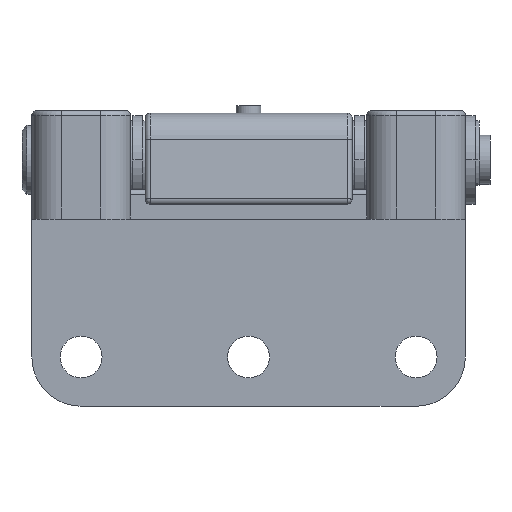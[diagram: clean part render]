
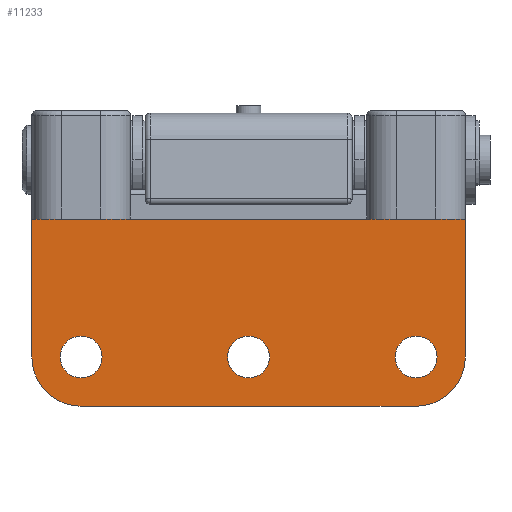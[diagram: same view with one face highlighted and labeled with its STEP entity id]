
A CAD part, left-side view. The second image highlights one B-rep face of the part: STEP entity #11233.
In plain terms, the highlighted face is planar.
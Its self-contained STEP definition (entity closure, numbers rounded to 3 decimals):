
#46 = AXIS2_PLACEMENT_3D ( 'NONE', #6307, #7388, #10262 ) ;
#249 = CARTESIAN_POINT ( 'NONE',  ( 10.5, 43., -12. ) ) ;
#274 = VERTEX_POINT ( 'NONE', #2261 ) ;
#292 = EDGE_CURVE ( 'NONE', #10890, #2283, #7801, .T. ) ;
#350 = EDGE_CURVE ( 'NONE', #6994, #9478, #1056, .T. ) ;
#583 = EDGE_CURVE ( 'NONE', #9478, #6994, #5542, .T. ) ;
#703 = LINE ( 'NONE', #9586, #11542 ) ;
#840 = ORIENTED_EDGE ( 'NONE', *, *, #6866, .T. ) ;
#860 = VERTEX_POINT ( 'NONE', #6558 ) ;
#980 = DIRECTION ( 'NONE',  ( 1., 0., 0. ) ) ;
#1056 = CIRCLE ( 'NONE', #12279, 4.25 ) ;
#1095 = ORIENTED_EDGE ( 'NONE', *, *, #10442, .F. ) ;
#1115 = ORIENTED_EDGE ( 'NONE', *, *, #10036, .T. ) ;
#1155 = DIRECTION ( 'NONE',  ( 0., 0., -1. ) ) ;
#1216 = ORIENTED_EDGE ( 'NONE', *, *, #10046, .T. ) ;
#1383 = CARTESIAN_POINT ( 'NONE',  ( 44.25, 34., -12. ) ) ;
#1484 = CIRCLE ( 'NONE', #8628, 10. ) ;
#1570 = CARTESIAN_POINT ( 'NONE',  ( 35.75, -34., -12. ) ) ;
#1836 = DIRECTION ( 'NONE',  ( 1., 0., 0. ) ) ;
#1913 = ORIENTED_EDGE ( 'NONE', *, *, #4434, .T. ) ;
#2074 = VERTEX_POINT ( 'NONE', #5912 ) ;
#2167 = CIRCLE ( 'NONE', #2378, 1. ) ;
#2261 = CARTESIAN_POINT ( 'NONE',  ( 40., 44., -12. ) ) ;
#2283 = VERTEX_POINT ( 'NONE', #8200 ) ;
#2347 = ORIENTED_EDGE ( 'NONE', *, *, #583, .T. ) ;
#2349 = VECTOR ( 'NONE', #6476, 1000. ) ;
#2378 = AXIS2_PLACEMENT_3D ( 'NONE', #5946, #9736, #980 ) ;
#2415 = CARTESIAN_POINT ( 'NONE',  ( 40., 34., -12. ) ) ;
#2552 = CARTESIAN_POINT ( 'NONE',  ( 10.5, -44., -12. ) ) ;
#2589 = EDGE_LOOP ( 'NONE', ( #3145, #1913, #8624, #840, #1216, #1115, #6783, #7702 ) ) ;
#2598 = CIRCLE ( 'NONE', #6899, 4.25 ) ;
#2622 = DIRECTION ( 'NONE',  ( 0., 0., -1. ) ) ;
#2746 = DIRECTION ( 'NONE',  ( 1., 0., 0. ) ) ;
#2765 = AXIS2_PLACEMENT_3D ( 'NONE', #7474, #2622, #2746 ) ;
#2768 = VERTEX_POINT ( 'NONE', #3275 ) ;
#2978 = AXIS2_PLACEMENT_3D ( 'NONE', #6146, #5249, #10883 ) ;
#3029 = EDGE_CURVE ( 'NONE', #6804, #860, #2598, .T. ) ;
#3145 = ORIENTED_EDGE ( 'NONE', *, *, #8657, .F. ) ;
#3275 = CARTESIAN_POINT ( 'NONE',  ( 10.5, -43., -12. ) ) ;
#3429 = DIRECTION ( 'NONE',  ( 0., 0., -1. ) ) ;
#3454 = DIRECTION ( 'NONE',  ( 1., 0., 0. ) ) ;
#3791 = AXIS2_PLACEMENT_3D ( 'NONE', #8851, #9630, #8740 ) ;
#3808 = ORIENTED_EDGE ( 'NONE', *, *, #3029, .F. ) ;
#4230 = FACE_BOUND ( 'NONE', #8100, .T. ) ;
#4243 = ORIENTED_EDGE ( 'NONE', *, *, #8721, .T. ) ;
#4299 = ORIENTED_EDGE ( 'NONE', *, *, #350, .T. ) ;
#4434 = EDGE_CURVE ( 'NONE', #10244, #2074, #12351, .T. ) ;
#4527 = DIRECTION ( 'NONE',  ( -1., 0., 0. ) ) ;
#4537 = DIRECTION ( 'NONE',  ( 1., 0., 0. ) ) ;
#4547 = CARTESIAN_POINT ( 'NONE',  ( 10.5, 44., -12. ) ) ;
#4801 = CIRCLE ( 'NONE', #2765, 10. ) ;
#5249 = DIRECTION ( 'NONE',  ( 0., 0., 1. ) ) ;
#5359 = CARTESIAN_POINT ( 'NONE',  ( 40., 0., -12. ) ) ;
#5417 = CARTESIAN_POINT ( 'NONE',  ( 11.5, 43., -12. ) ) ;
#5434 = DIRECTION ( 'NONE',  ( 1., 0., 0. ) ) ;
#5484 = EDGE_LOOP ( 'NONE', ( #4243, #11086 ) ) ;
#5501 = DIRECTION ( 'NONE',  ( 0., 0., 1. ) ) ;
#5542 = CIRCLE ( 'NONE', #46, 4.25 ) ;
#5656 = CARTESIAN_POINT ( 'NONE',  ( 11.5, -44., -12. ) ) ;
#5740 = CARTESIAN_POINT ( 'NONE',  ( 10.5, 44., -12. ) ) ;
#5775 = CARTESIAN_POINT ( 'NONE',  ( 35.75, 0., -12. ) ) ;
#5812 = AXIS2_PLACEMENT_3D ( 'NONE', #12353, #5501, #8450 ) ;
#5912 = CARTESIAN_POINT ( 'NONE',  ( 11.5, 44., -12. ) ) ;
#5938 = DIRECTION ( 'NONE',  ( 1., 0., 0. ) ) ;
#5946 = CARTESIAN_POINT ( 'NONE',  ( 11.5, -43., -12. ) ) ;
#6008 = AXIS2_PLACEMENT_3D ( 'NONE', #5417, #10160, #3454 ) ;
#6146 = CARTESIAN_POINT ( 'NONE',  ( 10.5, 44., -12. ) ) ;
#6228 = VECTOR ( 'NONE', #10614, 1000. ) ;
#6276 = CARTESIAN_POINT ( 'NONE',  ( 50., -34., -12. ) ) ;
#6307 = CARTESIAN_POINT ( 'NONE',  ( 40., 0., -12. ) ) ;
#6476 = DIRECTION ( 'NONE',  ( 0., -1., 0. ) ) ;
#6558 = CARTESIAN_POINT ( 'NONE',  ( 35.75, 34., -12. ) ) ;
#6636 = CIRCLE ( 'NONE', #5812, 4.25 ) ;
#6645 = LINE ( 'NONE', #2552, #8879 ) ;
#6783 = ORIENTED_EDGE ( 'NONE', *, *, #9899, .T. ) ;
#6804 = VERTEX_POINT ( 'NONE', #1383 ) ;
#6866 = EDGE_CURVE ( 'NONE', #274, #12096, #1484, .T. ) ;
#6899 = AXIS2_PLACEMENT_3D ( 'NONE', #7925, #1155, #5938 ) ;
#6901 = CARTESIAN_POINT ( 'NONE',  ( 40., -44., -12. ) ) ;
#6987 = FACE_BOUND ( 'NONE', #7162, .T. ) ;
#6994 = VERTEX_POINT ( 'NONE', #5775 ) ;
#7162 = EDGE_LOOP ( 'NONE', ( #3808, #1095 ) ) ;
#7388 = DIRECTION ( 'NONE',  ( 0., 0., 1. ) ) ;
#7419 = CARTESIAN_POINT ( 'NONE',  ( 40., -34., -12. ) ) ;
#7474 = CARTESIAN_POINT ( 'NONE',  ( 40., -34., -12. ) ) ;
#7539 = DIRECTION ( 'NONE',  ( 0., -1., 0. ) ) ;
#7675 = CIRCLE ( 'NONE', #3791, 4.25 ) ;
#7702 = ORIENTED_EDGE ( 'NONE', *, *, #8893, .T. ) ;
#7801 = CIRCLE ( 'NONE', #11259, 4.25 ) ;
#7925 = CARTESIAN_POINT ( 'NONE',  ( 40., 34., -12. ) ) ;
#7956 = VERTEX_POINT ( 'NONE', #6901 ) ;
#8041 = CARTESIAN_POINT ( 'NONE',  ( 44.25, 0., -12. ) ) ;
#8100 = EDGE_LOOP ( 'NONE', ( #2347, #4299 ) ) ;
#8200 = CARTESIAN_POINT ( 'NONE',  ( 44.25, -34., -12. ) ) ;
#8216 = VERTEX_POINT ( 'NONE', #5656 ) ;
#8450 = DIRECTION ( 'NONE',  ( 1., 0., 0. ) ) ;
#8564 = LINE ( 'NONE', #5740, #6228 ) ;
#8624 = ORIENTED_EDGE ( 'NONE', *, *, #9897, .F. ) ;
#8628 = AXIS2_PLACEMENT_3D ( 'NONE', #2415, #3429, #1836 ) ;
#8657 = EDGE_CURVE ( 'NONE', #10244, #2768, #11593, .T. ) ;
#8721 = EDGE_CURVE ( 'NONE', #2283, #10890, #6636, .T. ) ;
#8740 = DIRECTION ( 'NONE',  ( 1., 0., 0. ) ) ;
#8851 = CARTESIAN_POINT ( 'NONE',  ( 40., 34., -12. ) ) ;
#8879 = VECTOR ( 'NONE', #4527, 1000. ) ;
#8893 = EDGE_CURVE ( 'NONE', #8216, #2768, #2167, .T. ) ;
#9211 = FACE_BOUND ( 'NONE', #5484, .T. ) ;
#9459 = DIRECTION ( 'NONE',  ( 0., 0., 1. ) ) ;
#9478 = VERTEX_POINT ( 'NONE', #8041 ) ;
#9586 = CARTESIAN_POINT ( 'NONE',  ( 50., 44., -12. ) ) ;
#9630 = DIRECTION ( 'NONE',  ( 0., 0., -1. ) ) ;
#9736 = DIRECTION ( 'NONE',  ( 0., 0., -1. ) ) ;
#9897 = EDGE_CURVE ( 'NONE', #274, #2074, #8564, .T. ) ;
#9899 = EDGE_CURVE ( 'NONE', #7956, #8216, #6645, .T. ) ;
#9927 = PLANE ( 'NONE',  #2978 ) ;
#10036 = EDGE_CURVE ( 'NONE', #12567, #7956, #4801, .T. ) ;
#10046 = EDGE_CURVE ( 'NONE', #12096, #12567, #703, .T. ) ;
#10160 = DIRECTION ( 'NONE',  ( 0., 0., -1. ) ) ;
#10233 = DIRECTION ( 'NONE',  ( 0., 0., 1. ) ) ;
#10244 = VERTEX_POINT ( 'NONE', #249 ) ;
#10262 = DIRECTION ( 'NONE',  ( 1., 0., 0. ) ) ;
#10442 = EDGE_CURVE ( 'NONE', #860, #6804, #7675, .T. ) ;
#10614 = DIRECTION ( 'NONE',  ( -1., 0., 0. ) ) ;
#10883 = DIRECTION ( 'NONE',  ( 1., 0., 0. ) ) ;
#10890 = VERTEX_POINT ( 'NONE', #1570 ) ;
#11029 = CARTESIAN_POINT ( 'NONE',  ( 50., 34., -12. ) ) ;
#11086 = ORIENTED_EDGE ( 'NONE', *, *, #292, .T. ) ;
#11233 = ADVANCED_FACE ( 'NONE', ( #6987, #9211, #4230, #11975 ), #9927, .F. ) ;
#11259 = AXIS2_PLACEMENT_3D ( 'NONE', #7419, #9459, #4537 ) ;
#11542 = VECTOR ( 'NONE', #7539, 1000. ) ;
#11593 = LINE ( 'NONE', #4547, #2349 ) ;
#11975 = FACE_OUTER_BOUND ( 'NONE', #2589, .T. ) ;
#12096 = VERTEX_POINT ( 'NONE', #11029 ) ;
#12279 = AXIS2_PLACEMENT_3D ( 'NONE', #5359, #10233, #5434 ) ;
#12351 = CIRCLE ( 'NONE', #6008, 1. ) ;
#12353 = CARTESIAN_POINT ( 'NONE',  ( 40., -34., -12. ) ) ;
#12567 = VERTEX_POINT ( 'NONE', #6276 ) ;
